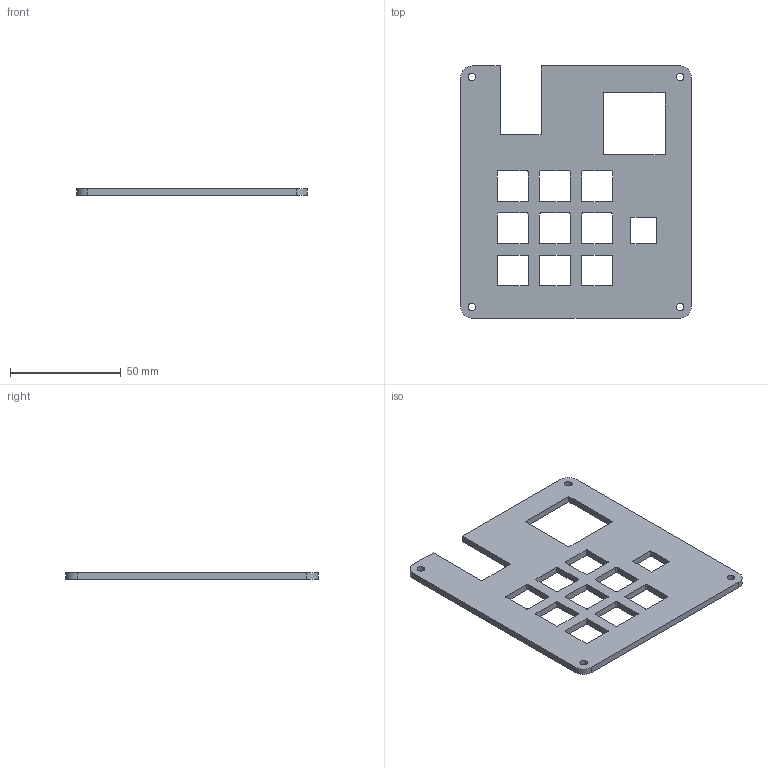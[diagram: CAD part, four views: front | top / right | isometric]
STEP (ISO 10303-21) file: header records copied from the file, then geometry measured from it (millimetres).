
FILE_DESCRIPTION(('FreeCAD Model'),'2;1');
FILE_NAME('Open CASCADE Shape Model','2025-02-15T15:26:46',(''),(''), 'Open CASCADE STEP processor 7.8','FreeCAD','Unknown');
FILE_SCHEMA(('AUTOMOTIVE_DESIGN { 1 0 10303 214 1 1 1 1 }'));
Length unit declared in the file: millimetre
Products named in the file (1): Body
Bounding box: 104.24 x 113.99 x 3 mm (x, y, z)
Volume: 25708.2 mm3; surface area: 20702.3 mm2
Topology: 1 solids, 1 shells, 98 faces, 288 edges, 192 vertices
Faces by surface type: plane 54, cylinder 44
Full cylindrical faces by diameter (mm): 3.4 x4
Entity records: 3362 total; most frequent: CARTESIAN_POINT 579, ORIENTED_EDGE 576, DIRECTION 574, EDGE_CURVE 288, LINE 200, VECTOR 200, VERTEX_POINT 192, AXIS2_PLACEMENT_3D 187
